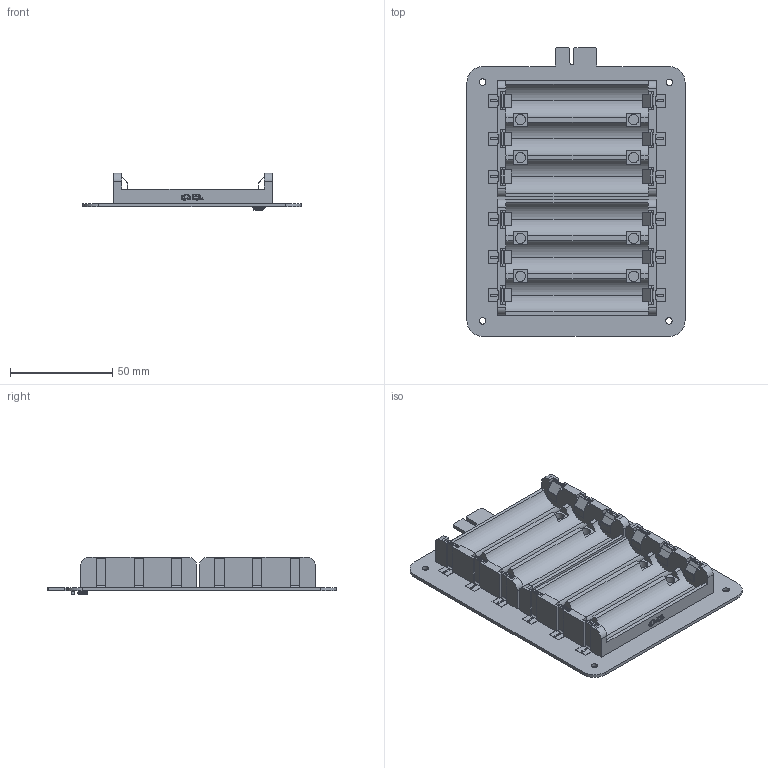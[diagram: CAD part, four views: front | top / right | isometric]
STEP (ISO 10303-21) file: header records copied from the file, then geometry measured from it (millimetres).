
FILE_DESCRIPTION(('KiCad electronic assembly'),'2;1');
FILE_NAME('6Series.step','2024-12-12T10:19:18',('Pcbnew'),('Kicad'), 'Open CASCADE STEP processor 7.7','KiCad to STEP converter','Unknown' );
FILE_SCHEMA(('AUTOMOTIVE_DESIGN { 1 0 10303 214 1 1 1 1 }'));
Length unit declared in the file: millimetre
Products named in the file (8): 6Series 1; BAT-SMD_BH-18650-B5BA016; SOIC-8_L4.9-W3.9-H1.7-LS6.0-P1.27; C_1206_3216Metric; 6Series_PCB
Assembly tree (8 placements, depth 3):
  6Series 1
    BAT-SMD_BH-18650-B5BA016  x2
      BAT-SMD_BH-18650-B5BA016
    SOIC-8_L4.9-W3.9-H1.7-LS6.0-P1.27
      SOIC-8_L4.9-W3.9-H1.7-LS6.0-P1.27
    C_1206_3216Metric
      C_1206_3216Metric
    6Series_PCB
Bounding box: 106.68 x 141.36 x 18.3 mm (x, y, z)
Volume: 57275.6 mm3; surface area: 64224.5 mm2
Topology: 38 solids, 38 shells, 1865 faces, 4829 edges, 3082 vertices
Faces by surface type: plane 1012, cylinder 385, bspline 352, torus 68, sphere 48
Full cylindrical faces by diameter (mm): 1.8 x2, 3.2 x4
Entity records: 54350 total; most frequent: CARTESIAN_POINT 13313, ORIENTED_EDGE 6846, DIRECTION 5817, EDGE_CURVE 3423, LINE 2193, VECTOR 2193, VERTEX_POINT 2156, AXIS2_PLACEMENT_3D 1812
